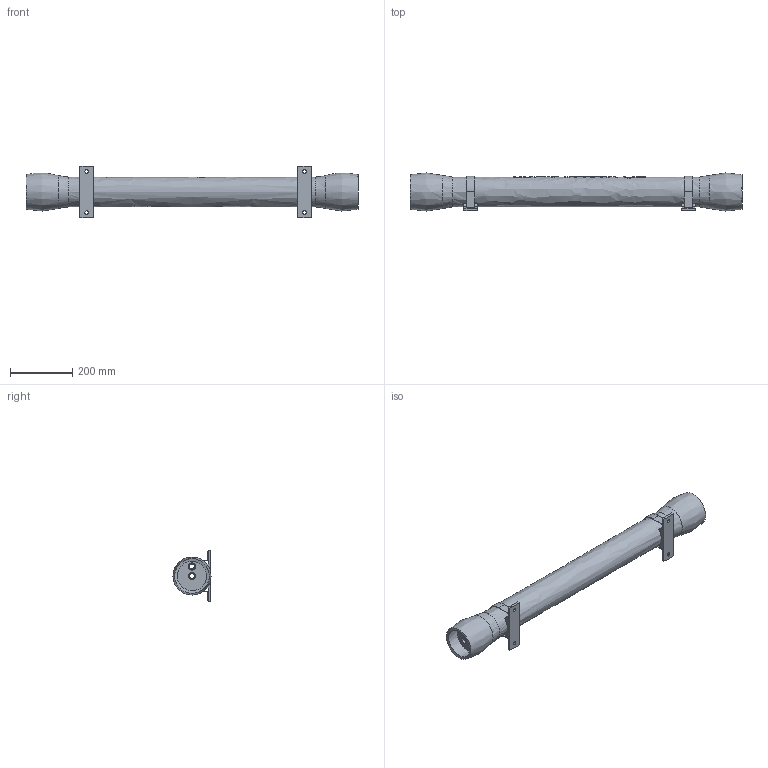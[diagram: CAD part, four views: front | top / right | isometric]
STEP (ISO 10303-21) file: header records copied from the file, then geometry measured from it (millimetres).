
FILE_DESCRIPTION(('FreeCAD Model'),'2;1');
FILE_NAME('Open CASCADE Shape Model','2025-05-08T09:08:16',('FreeCAD'),( 'FreeCAD'),'Open CASCADE STEP processor 7.6','FreeCAD','Unknown');
FILE_SCHEMA(('AUTOMOTIVE_DESIGN { 1 0 10303 214 1 1 1 1 }'));
Length unit declared in the file: millimetre
Products named in the file (1): Open CASCADE STEP translator 7.6 1
Bounding box: 1063.8 x 122.07 x 165.81 mm (x, y, z)
Volume: 3044848.8 mm3; surface area: 750028.7 mm2
Topology: 11 solids, 11 shells, 465 faces, 1057 edges, 634 vertices
Faces by surface type: bspline 465
Entity records: 14926 total; most frequent: CARTESIAN_POINT 8385, ORIENTED_EDGE 2114, EDGE_CURVE 1057, B_SPLINE_CURVE_WITH_KNOTS 845, VERTEX_POINT 634, FACE_BOUND 519, EDGE_LOOP 519, ADVANCED_FACE 465
